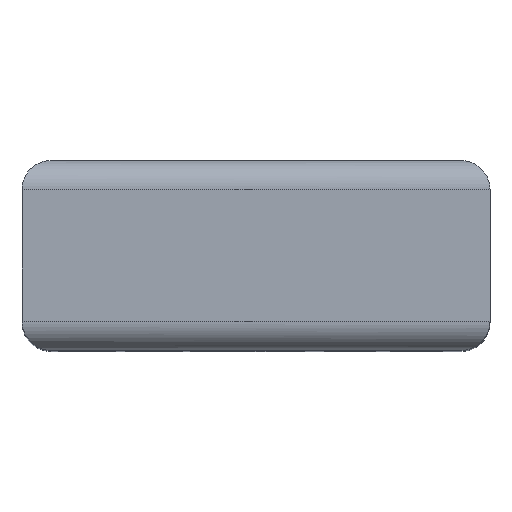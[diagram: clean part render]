
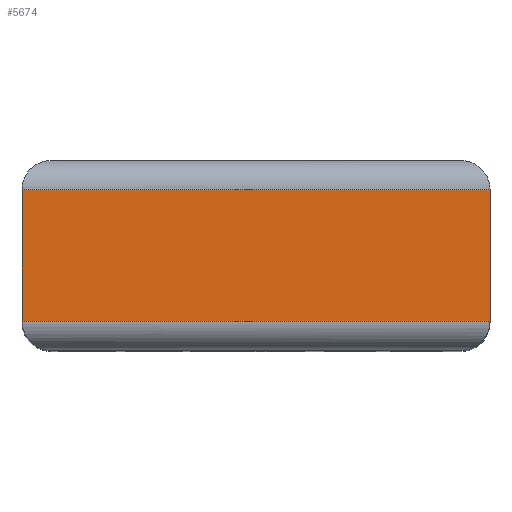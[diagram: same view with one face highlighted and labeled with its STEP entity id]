
A CAD part, top view. The second image highlights one B-rep face of the part: STEP entity #5674.
In plain terms, the highlighted planar face has unit normal (0, 0, 1).
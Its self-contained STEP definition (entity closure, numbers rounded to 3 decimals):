
#588 = CARTESIAN_POINT ( 'NONE',  ( -4., -1.5, 14.2 ) ) ;
#589 = CARTESIAN_POINT ( 'NONE',  ( -4., 0.75, 14.2 ) ) ;
#958 = DIRECTION ( 'NONE',  ( -1., 0., 0. ) ) ;
#959 = VECTOR ( 'NONE', #958, 1000. ) ;
#960 = CARTESIAN_POINT ( 'NONE',  ( -4., 0.75, 14.2 ) ) ;
#961 = LINE ( 'NONE', #960, #959 ) ;
#990 = FACE_OUTER_BOUND ( 'NONE', #5729, .T. ) ;
#1010 = DIRECTION ( 'NONE',  ( 1., 0., 0. ) ) ;
#1011 = DIRECTION ( 'NONE',  ( 0., 0., 1. ) ) ;
#1012 = CARTESIAN_POINT ( 'NONE',  ( -4., -2., 14.2 ) ) ;
#1013 = AXIS2_PLACEMENT_3D ( 'NONE', #1012, #1011, #1010 ) ;
#1014 = PLANE ( 'NONE',  #1013 ) ;
#1098 = DIRECTION ( 'NONE',  ( 1., 0., 0. ) ) ;
#1099 = VECTOR ( 'NONE', #1098, 1000. ) ;
#1100 = CARTESIAN_POINT ( 'NONE',  ( -4., -1.5, 14.2 ) ) ;
#1106 = LINE ( 'NONE', #1100, #1099 ) ;
#1149 = VECTOR ( 'NONE', #1161, 1000. ) ;
#1161 = DIRECTION ( 'NONE',  ( 0., 1., 0. ) ) ;
#1162 = CARTESIAN_POINT ( 'NONE',  ( -4., -2., 14.2 ) ) ;
#1164 = LINE ( 'NONE', #1162, #1149 ) ;
#1176 = CARTESIAN_POINT ( 'NONE',  ( 4., -1.5, 14.2 ) ) ;
#1177 = DIRECTION ( 'NONE',  ( 0., 1., 0. ) ) ;
#1178 = VECTOR ( 'NONE', #1177, 1000. ) ;
#1179 = CARTESIAN_POINT ( 'NONE',  ( 4., -2., 14.2 ) ) ;
#1180 = LINE ( 'NONE', #1179, #1178 ) ;
#1201 = CARTESIAN_POINT ( 'NONE',  ( 4., 0.75, 14.2 ) ) ;
#5571 = VERTEX_POINT ( 'NONE', #589 ) ;
#5574 = VERTEX_POINT ( 'NONE', #588 ) ;
#5640 = ORIENTED_EDGE ( 'NONE', *, *, #5693, .T. ) ;
#5642 = ORIENTED_EDGE ( 'NONE', *, *, #5713, .T. ) ;
#5643 = ORIENTED_EDGE ( 'NONE', *, *, #5668, .T. ) ;
#5668 = EDGE_CURVE ( 'NONE', #5726, #5571, #961, .T. ) ;
#5674 = ADVANCED_FACE ( 'NONE', ( #990 ), #1014, .T. ) ;
#5676 = ORIENTED_EDGE ( 'NONE', *, *, #5709, .F. ) ;
#5693 = EDGE_CURVE ( 'NONE', #5574, #5714, #1106, .T. ) ;
#5709 = EDGE_CURVE ( 'NONE', #5574, #5571, #1164, .T. ) ;
#5713 = EDGE_CURVE ( 'NONE', #5714, #5726, #1180, .T. ) ;
#5714 = VERTEX_POINT ( 'NONE', #1176 ) ;
#5726 = VERTEX_POINT ( 'NONE', #1201 ) ;
#5729 = EDGE_LOOP ( 'NONE', ( #5642, #5643, #5676, #5640 ) ) ;
